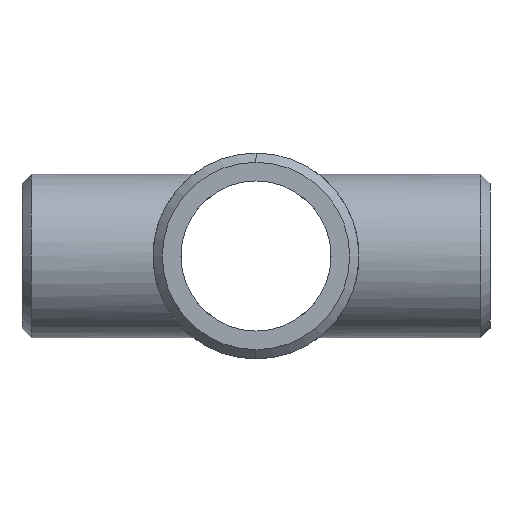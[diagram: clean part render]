
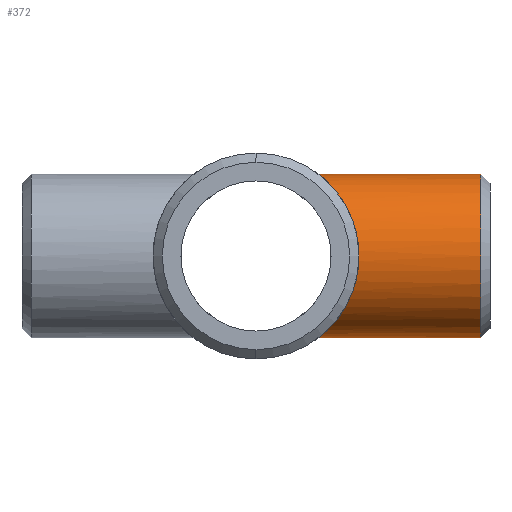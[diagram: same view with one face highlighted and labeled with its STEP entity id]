
A CAD part, left-side view. The second image highlights one B-rep face of the part: STEP entity #372.
In plain terms, the highlighted cylindrical face has radius 13.335 mm (diameter 26.67 mm), a partial arc.
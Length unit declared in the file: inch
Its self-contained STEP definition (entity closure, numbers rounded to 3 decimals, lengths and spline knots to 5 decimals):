
#2 = CARTESIAN_POINT ( 'NONE',  ( -0.52495, -0.65996, 0.01949 ) ) ;
#7 = CARTESIAN_POINT ( 'NONE',  ( -0.06313, -0.40482, 0.52127 ) ) ;
#11 = CARTESIAN_POINT ( 'NONE',  ( -0.221, -0.45676, -0.47651 ) ) ;
#17 = LINE ( 'NONE', #366, #1117 ) ;
#20 = VECTOR ( 'NONE', #1067, 39.37008 ) ;
#37 = CARTESIAN_POINT ( 'NONE',  ( -0.01841, -0.39997, -0.525 ) ) ;
#42 = CARTESIAN_POINT ( 'NONE',  ( 0., -0.39997, -0.525 ) ) ;
#49 = ORIENTED_EDGE ( 'NONE', *, *, #261, .T. ) ;
#91 = CARTESIAN_POINT ( 'NONE',  ( -0.50513, -0.6443, 0.14416 ) ) ;
#98 = CARTESIAN_POINT ( 'NONE',  ( -0.44195, -0.59603, -0.28387 ) ) ;
#103 = CARTESIAN_POINT ( 'NONE',  ( -0.14151, -0.42399, -0.50586 ) ) ;
#109 = CARTESIAN_POINT ( 'NONE',  ( -0.48795, -0.63091, 0.19451 ) ) ;
#172 = CARTESIAN_POINT ( 'NONE',  ( -0.39071, -0.55909, 0.35105 ) ) ;
#173 = CARTESIAN_POINT ( 'NONE',  ( 0., -1.5, -0.525 ) ) ;
#176 = CARTESIAN_POINT ( 'NONE',  ( -0.37942, -0.55123, 0.36323 ) ) ;
#183 = CARTESIAN_POINT ( 'NONE',  ( -0.07203, -0.40631, 0.52011 ) ) ;
#189 = CARTESIAN_POINT ( 'NONE',  ( -0.49596, -0.63708, -0.17572 ) ) ;
#196 = CARTESIAN_POINT ( 'NONE',  ( -0.14199, -0.4231, 0.50668 ) ) ;
#219 = CIRCLE ( 'NONE', #361, 0.525 ) ;
#220 = CARTESIAN_POINT ( 'NONE',  ( -0.1244, -0.41854, -0.51035 ) ) ;
#228 = CARTESIAN_POINT ( 'NONE',  ( 0., -1.44033, 0.525 ) ) ;
#246 = EDGE_CURVE ( 'NONE', #893, #1057, #17, .T. ) ;
#259 = CARTESIAN_POINT ( 'NONE',  ( -0.42205, -0.58143, 0.31269 ) ) ;
#261 = EDGE_CURVE ( 'NONE', #1057, #671, #489, .T. ) ;
#267 = CARTESIAN_POINT ( 'NONE',  ( -0.51719, -0.6538, 0.09198 ) ) ;
#273 = CARTESIAN_POINT ( 'NONE',  ( -0.50973, -0.64791, 0.12699 ) ) ;
#283 = DIRECTION ( 'NONE',  ( 0., 1., 0. ) ) ;
#288 = DIRECTION ( 'NONE',  ( 0., 0., -1. ) ) ;
#294 = CARTESIAN_POINT ( 'NONE',  ( 0., -1.44033, 0. ) ) ;
#295 = CARTESIAN_POINT ( 'NONE',  ( 0., -0.39997, -0.525 ) ) ;
#311 = FACE_OUTER_BOUND ( 'NONE', #1151, .T. ) ;
#344 = CARTESIAN_POINT ( 'NONE',  ( -0.52396, -0.65917, 0.03775 ) ) ;
#350 = CARTESIAN_POINT ( 'NONE',  ( -0.34509, -0.52799, -0.397 ) ) ;
#354 = CARTESIAN_POINT ( 'NONE',  ( -0.26486, -0.47956, 0.45359 ) ) ;
#359 = CARTESIAN_POINT ( 'NONE',  ( -0.45043, -0.60224, 0.27174 ) ) ;
#361 = AXIS2_PLACEMENT_3D ( 'NONE', #294, #283, #288 ) ;
#366 = CARTESIAN_POINT ( 'NONE',  ( 0., -1.5, 0.525 ) ) ;
#372 = ADVANCED_FACE ( 'NONE', ( #311 ), #962, .T. ) ;
#435 = CARTESIAN_POINT ( 'NONE',  ( -0.23588, -0.46418, 0.46932 ) ) ;
#444 = CARTESIAN_POINT ( 'NONE',  ( -0.22078, -0.45665, 0.47662 ) ) ;
#457 = CARTESIAN_POINT ( 'NONE',  ( -0.27881, -0.48743, 0.44515 ) ) ;
#489 = B_SPLINE_CURVE_WITH_KNOTS ( 'NONE', 3,
 ( #727, #910, #810, #7, #183, #1153, #537, #196, #1074, #444, #435, #354, #457, #915, #716, #176, #172, #895, #259, #359, #530, #109, #618, #91, #273, #267, #899, #344, #2, #1066, #623, #525, #1085, #634, #189, #615, #980, #998, #98, #806, #546, #350, #711, #1071, #813, #629, #11, #993, #541, #103, #220, #845, #831, #738, #37, #295 ),
 .UNSPECIFIED., .F., .F.,
 ( 4, 2, 2, 2, 2, 2, 2, 2, 2, 2, 2, 2, 2, 2, 2, 2, 2, 2, 2, 2, 2, 2, 2, 2, 2, 2, 2, 4 ),
 ( 0.04418, 0.04556, 0.04625, 0.04694, 0.0497, 0.05108, 0.05246, 0.05522, 0.0566, 0.05798, 0.06074, 0.06212, 0.0635, 0.06488, 0.06626, 0.06764, 0.06902, 0.07178, 0.07316, 0.07455, 0.07731, 0.08007, 0.08145, 0.08283, 0.08421, 0.08559, 0.08697, 0.08835 ),
 .UNSPECIFIED. ) ;
#495 = DIRECTION ( 'NONE',  ( 0., 1., 0. ) ) ;
#504 = CARTESIAN_POINT ( 'NONE',  ( 0., -0.39997, 0.525 ) ) ;
#525 = CARTESIAN_POINT ( 'NONE',  ( -0.52051, -0.65643, -0.07088 ) ) ;
#530 = CARTESIAN_POINT ( 'NONE',  ( -0.46701, -0.61481, 0.24236 ) ) ;
#537 = CARTESIAN_POINT ( 'NONE',  ( -0.0986, -0.41186, 0.51573 ) ) ;
#541 = CARTESIAN_POINT ( 'NONE',  ( -0.17435, -0.43605, -0.4955 ) ) ;
#546 = CARTESIAN_POINT ( 'NONE',  ( -0.39178, -0.55962, -0.35101 ) ) ;
#559 = EDGE_CURVE ( 'NONE', #973, #893, #219, .T. ) ;
#601 = LINE ( 'NONE', #173, #20 ) ;
#615 = CARTESIAN_POINT ( 'NONE',  ( -0.47518, -0.62109, -0.2239 ) ) ;
#618 = CARTESIAN_POINT ( 'NONE',  ( -0.49427, -0.63582, 0.17787 ) ) ;
#623 = CARTESIAN_POINT ( 'NONE',  ( -0.52415, -0.65933, -0.03485 ) ) ;
#629 = CARTESIAN_POINT ( 'NONE',  ( -0.23593, -0.4642, -0.46929 ) ) ;
#632 = ORIENTED_EDGE ( 'NONE', *, *, #246, .T. ) ;
#634 = CARTESIAN_POINT ( 'NONE',  ( -0.50671, -0.64553, -0.14206 ) ) ;
#671 = VERTEX_POINT ( 'NONE', #42 ) ;
#684 = ORIENTED_EDGE ( 'NONE', *, *, #1125, .F. ) ;
#711 = CARTESIAN_POINT ( 'NONE',  ( -0.31994, -0.51172, -0.41753 ) ) ;
#716 = CARTESIAN_POINT ( 'NONE',  ( -0.34432, -0.52748, 0.39768 ) ) ;
#720 = DIRECTION ( 'NONE',  ( 0., 1., 0. ) ) ;
#727 = CARTESIAN_POINT ( 'NONE',  ( 0., -0.39997, 0.525 ) ) ;
#738 = CARTESIAN_POINT ( 'NONE',  ( -0.03661, -0.40125, -0.52403 ) ) ;
#803 = ORIENTED_EDGE ( 'NONE', *, *, #559, .T. ) ;
#806 = CARTESIAN_POINT ( 'NONE',  ( -0.41339, -0.57506, -0.32537 ) ) ;
#810 = CARTESIAN_POINT ( 'NONE',  ( -0.0363, -0.40122, 0.52405 ) ) ;
#813 = CARTESIAN_POINT ( 'NONE',  ( -0.26498, -0.47963, -0.45352 ) ) ;
#831 = CARTESIAN_POINT ( 'NONE',  ( -0.07229, -0.40606, -0.52031 ) ) ;
#845 = CARTESIAN_POINT ( 'NONE',  ( -0.08984, -0.40959, -0.51756 ) ) ;
#893 = VERTEX_POINT ( 'NONE', #228 ) ;
#895 = CARTESIAN_POINT ( 'NONE',  ( -0.412, -0.57416, 0.32581 ) ) ;
#899 = CARTESIAN_POINT ( 'NONE',  ( -0.52006, -0.65608, 0.07414 ) ) ;
#910 = CARTESIAN_POINT ( 'NONE',  ( -0.01824, -0.39997, 0.525 ) ) ;
#915 = CARTESIAN_POINT ( 'NONE',  ( -0.31923, -0.51128, 0.41805 ) ) ;
#952 = CARTESIAN_POINT ( 'NONE',  ( 0., -1.5, 0. ) ) ;
#962 = CYLINDRICAL_SURFACE ( 'NONE', #1102, 0.525 ) ;
#973 = VERTEX_POINT ( 'NONE', #976 ) ;
#976 = CARTESIAN_POINT ( 'NONE',  ( 0., -1.44033, -0.525 ) ) ;
#980 = CARTESIAN_POINT ( 'NONE',  ( -0.46747, -0.6152, -0.23956 ) ) ;
#993 = CARTESIAN_POINT ( 'NONE',  ( -0.19021, -0.44268, -0.48962 ) ) ;
#998 = CARTESIAN_POINT ( 'NONE',  ( -0.45088, -0.60269, -0.2695 ) ) ;
#1057 = VERTEX_POINT ( 'NONE', #504 ) ;
#1066 = CARTESIAN_POINT ( 'NONE',  ( -0.52505, -0.66004, -0.01678 ) ) ;
#1067 = DIRECTION ( 'NONE',  ( 0., 1., 0. ) ) ;
#1071 = CARTESIAN_POINT ( 'NONE',  ( -0.27915, -0.48763, -0.44494 ) ) ;
#1074 = CARTESIAN_POINT ( 'NONE',  ( -0.17443, -0.43548, 0.49631 ) ) ;
#1085 = CARTESIAN_POINT ( 'NONE',  ( -0.51773, -0.65423, -0.08894 ) ) ;
#1102 = AXIS2_PLACEMENT_3D ( 'NONE', #952, #495, #1128 ) ;
#1117 = VECTOR ( 'NONE', #720, 39.37008 ) ;
#1125 = EDGE_CURVE ( 'NONE', #973, #671, #601, .T. ) ;
#1128 = DIRECTION ( 'NONE',  ( 0., 0., -1. ) ) ;
#1151 = EDGE_LOOP ( 'NONE', ( #803, #632, #49, #684 ) ) ;
#1153 = CARTESIAN_POINT ( 'NONE',  ( -0.08975, -0.40982, 0.51735 ) ) ;
